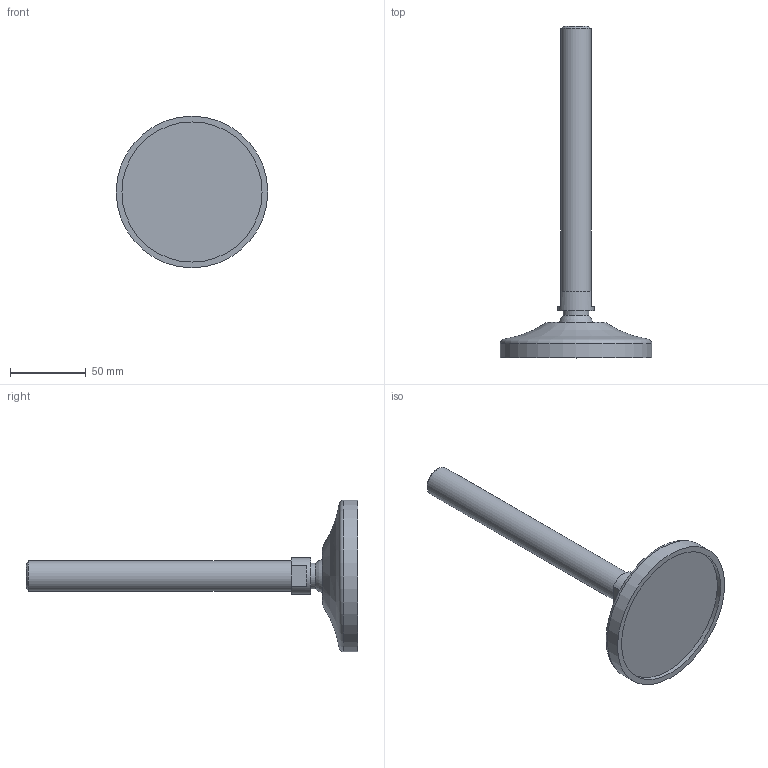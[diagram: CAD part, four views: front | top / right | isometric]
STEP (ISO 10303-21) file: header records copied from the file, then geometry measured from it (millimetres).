
FILE_DESCRIPTION( ( 'STEP AP214' ), '1' );
FILE_NAME( 'K0742.010020X1750.stp', '2020-12-09T15:47:17', ( '' ), ( '' ), ' ', 'PARTsolutions', ' ' );
FILE_SCHEMA( ( 'AUTOMOTIVE_DESIGN { 1 0 10303 214 1 1 1 1 }' ) );
Length unit declared in the file: millimetre
Products named in the file (1): _K0742.010020X1750
Bounding box: 100 x 219 x 100 mm (x, y, z)
Volume: 172685.5 mm3; surface area: 33148.8 mm2
Topology: 1 solids, 1 shells, 21 faces, 41 edges, 25 vertices
Faces by surface type: plane 11, cylinder 5, torus 2, bspline 1, sphere 1, cone 1
Full cylindrical faces by diameter (mm): 17 x1, 20 x1, 24 x1, 92.5 x1, 100 x1
Entity records: 677 total; most frequent: CARTESIAN_POINT 101, DIRECTION 90, ORIENTED_EDGE 58, AXIS2_PLACEMENT_3D 40, EDGE_LOOP 34, FACE_OUTER_BOUND 30, EDGE_CURVE 29, VERTEX_POINT 23
